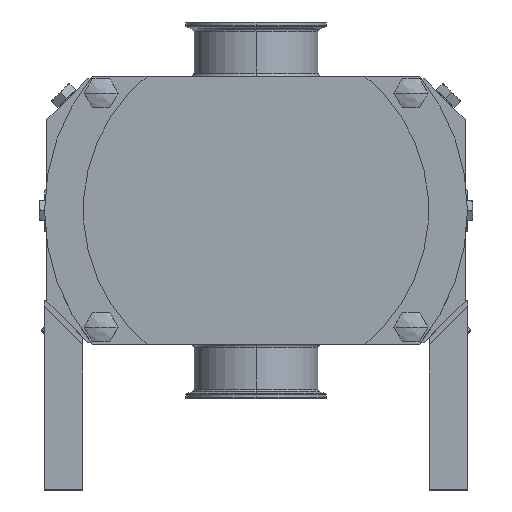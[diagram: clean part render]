
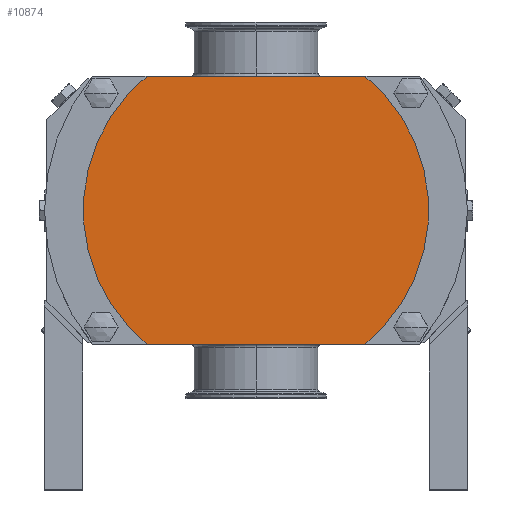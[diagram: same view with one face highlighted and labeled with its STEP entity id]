
A CAD part, top view. The second image highlights one B-rep face of the part: STEP entity #10874.
In plain terms, the highlighted planar face has unit normal (0, 0, 1).
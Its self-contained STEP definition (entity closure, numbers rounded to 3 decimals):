
#275=CARTESIAN_POINT('',(0.,0.,129.035));
#276=DIRECTION('',(0.,0.,1.));
#277=DIRECTION('',(0.631,-0.776,0.));
#278=AXIS2_PLACEMENT_3D('',#275,#276,#277);
#284=DIRECTION('',(1.,0.,0.));
#285=VECTOR('',#284,140.712);
#286=CARTESIAN_POINT('',(-70.356,86.5,129.035));
#287=LINE('',#286,#285);
#288=DIRECTION('',(-1.,0.,0.));
#289=VECTOR('',#288,140.712);
#290=CARTESIAN_POINT('',(70.356,-86.5,129.035));
#291=LINE('',#290,#289);
#292=CARTESIAN_POINT('',(0.,0.,129.035));
#293=DIRECTION('',(0.,0.,1.));
#294=DIRECTION('',(-0.631,0.776,0.));
#295=AXIS2_PLACEMENT_3D('',#292,#293,#294);
#10408=CARTESIAN_POINT('',(-70.356,86.5,129.035));
#10410=VERTEX_POINT('',#10408);
#10412=CARTESIAN_POINT('',(70.356,86.5,129.035));
#10414=VERTEX_POINT('',#10412);
#10416=CARTESIAN_POINT('',(70.356,-86.5,129.035));
#10417=CARTESIAN_POINT('',(-70.356,-86.5,129.035));
#10418=VERTEX_POINT('',#10416);
#10419=VERTEX_POINT('',#10417);
#10862=CARTESIAN_POINT('',(0.,0.,129.035));
#10863=DIRECTION('',(0.,0.,-1.));
#10864=DIRECTION('',(1.,0.,0.));
#10865=AXIS2_PLACEMENT_3D('',#10862,#10863,#10864);
#10866=PLANE('',#10865);
#10867=ORIENTED_EDGE('',*,*,#10759,.T.);
#10868=ORIENTED_EDGE('',*,*,#10856,.F.);
#10869=ORIENTED_EDGE('',*,*,#10687,.T.);
#10871=ORIENTED_EDGE('',*,*,#10870,.F.);
#10872=EDGE_LOOP('',(#10867,#10868,#10869,#10871));
#10873=FACE_OUTER_BOUND('',#10872,.F.);
#10874=ADVANCED_FACE('',(#10873),#10866,.F.);
#279=CIRCLE('',#278,111.5);
#296=CIRCLE('',#295,111.5);
#10687=EDGE_CURVE('',#10418,#10419,#291,.T.);
#10759=EDGE_CURVE('',#10410,#10414,#287,.T.);
#10856=EDGE_CURVE('',#10418,#10414,#279,.T.);
#10870=EDGE_CURVE('',#10410,#10419,#296,.T.);
